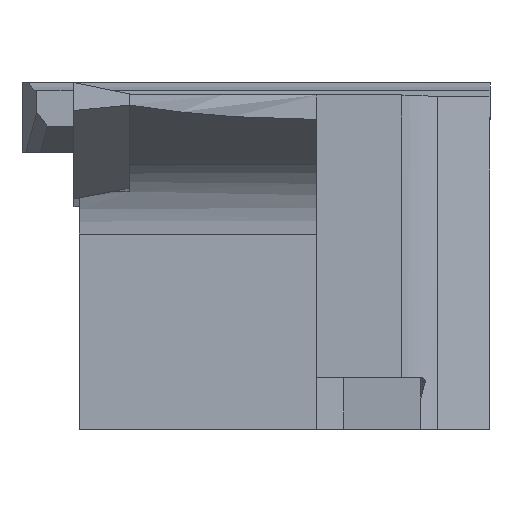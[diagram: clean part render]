
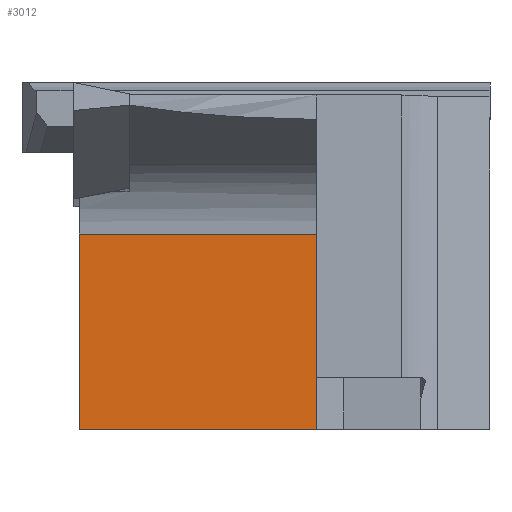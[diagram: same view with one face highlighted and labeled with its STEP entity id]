
A CAD part, left-side view. The second image highlights one B-rep face of the part: STEP entity #3012.
In plain terms, the highlighted planar face has unit normal (-1, 0, 0).
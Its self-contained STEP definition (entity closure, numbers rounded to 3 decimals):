
#60 = VECTOR ( 'NONE', #3584, 1000. ) ;
#71 = CARTESIAN_POINT ( 'NONE',  ( -118.023, -163.001, 1.268 ) ) ;
#332 = VECTOR ( 'NONE', #732, 1000. ) ;
#394 = DIRECTION ( 'NONE',  ( 0., 1., 0. ) ) ;
#457 = CARTESIAN_POINT ( 'NONE',  ( -118.023, 10.2, -48.728 ) ) ;
#485 = CARTESIAN_POINT ( 'NONE',  ( -118.023, 10.2, 1.268 ) ) ;
#610 = AXIS2_PLACEMENT_3D ( 'NONE', #2968, #1394, #3249 ) ;
#732 = DIRECTION ( 'NONE',  ( 0., 0., -1. ) ) ;
#802 = CARTESIAN_POINT ( 'NONE',  ( -118.023, 0., -10. ) ) ;
#874 = VERTEX_POINT ( 'NONE', #485 ) ;
#923 = DIRECTION ( 'NONE',  ( 0., 0., 1. ) ) ;
#1058 = LINE ( 'NONE', #71, #3109 ) ;
#1099 = LINE ( 'NONE', #457, #332 ) ;
#1103 = ORIENTED_EDGE ( 'NONE', *, *, #2795, .T. ) ;
#1394 = DIRECTION ( 'NONE',  ( 1., 0., 0. ) ) ;
#1399 = ORIENTED_EDGE ( 'NONE', *, *, #2704, .T. ) ;
#1761 = EDGE_CURVE ( 'NONE', #2102, #3610, #2732, .T. ) ;
#1779 = CARTESIAN_POINT ( 'NONE',  ( -118.023, 10.2, -10. ) ) ;
#1862 = CARTESIAN_POINT ( 'NONE',  ( -118.023, -3.5, -10. ) ) ;
#1924 = PLANE ( 'NONE',  #610 ) ;
#2102 = VERTEX_POINT ( 'NONE', #1862 ) ;
#2269 = EDGE_LOOP ( 'NONE', ( #1103, #2805, #2710, #1399 ) ) ;
#2572 = CARTESIAN_POINT ( 'NONE',  ( -118.023, -3.5, -48.728 ) ) ;
#2616 = FACE_OUTER_BOUND ( 'NONE', #2269, .T. ) ;
#2636 = VERTEX_POINT ( 'NONE', #2811 ) ;
#2704 = EDGE_CURVE ( 'NONE', #2102, #2636, #2761, .T. ) ;
#2710 = ORIENTED_EDGE ( 'NONE', *, *, #1761, .F. ) ;
#2732 = LINE ( 'NONE', #802, #60 ) ;
#2761 = LINE ( 'NONE', #2572, #3403 ) ;
#2795 = EDGE_CURVE ( 'NONE', #2636, #874, #1058, .T. ) ;
#2805 = ORIENTED_EDGE ( 'NONE', *, *, #2861, .T. ) ;
#2811 = CARTESIAN_POINT ( 'NONE',  ( -118.023, -3.5, 1.268 ) ) ;
#2861 = EDGE_CURVE ( 'NONE', #874, #3610, #1099, .T. ) ;
#2968 = CARTESIAN_POINT ( 'NONE',  ( -118.023, -163.001, -48.728 ) ) ;
#3012 = ADVANCED_FACE ( 'NONE', ( #2616 ), #1924, .F. ) ;
#3109 = VECTOR ( 'NONE', #394, 1000. ) ;
#3249 = DIRECTION ( 'NONE',  ( 0., 0., -1. ) ) ;
#3403 = VECTOR ( 'NONE', #923, 1000. ) ;
#3584 = DIRECTION ( 'NONE',  ( 0., 1., 0. ) ) ;
#3610 = VERTEX_POINT ( 'NONE', #1779 ) ;
